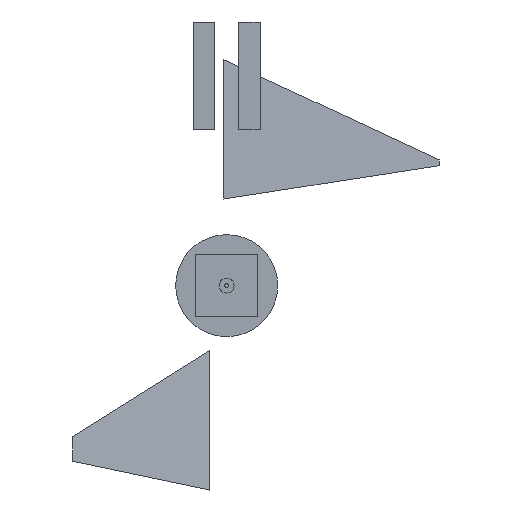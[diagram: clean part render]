
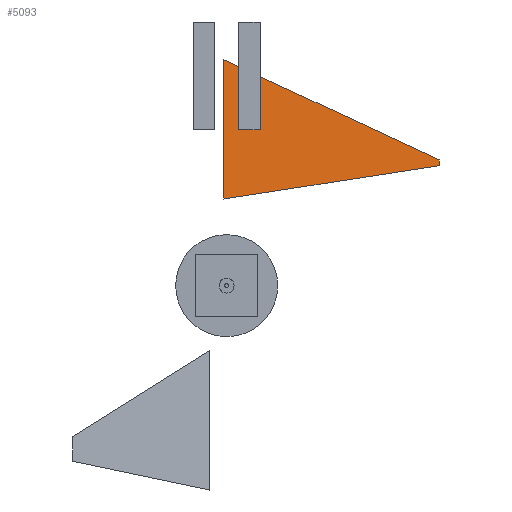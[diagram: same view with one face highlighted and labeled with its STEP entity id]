
A CAD part, top view. The second image highlights one B-rep face of the part: STEP entity #5093.
In plain terms, the highlighted face is planar.
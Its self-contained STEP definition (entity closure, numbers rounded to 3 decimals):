
#4868 = PLANE('',#4869);
#4869 = AXIS2_PLACEMENT_3D('',#4870,#4871,#4872);
#4870 = CARTESIAN_POINT('',(0.,0.,-3800.));
#4871 = DIRECTION('',(0.,0.,1.));
#4872 = DIRECTION('',(1.,0.,-0.));
#4893 = VERTEX_POINT('',#4894);
#4894 = CARTESIAN_POINT('',(2460.,30.,-3800.));
#4908 = PLANE('',#4909);
#4909 = AXIS2_PLACEMENT_3D('',#4910,#4911,#4912);
#4910 = CARTESIAN_POINT('',(690.,-590.,0.));
#4911 = DIRECTION('',(0.906,0.,0.422)
  );
#4912 = DIRECTION('',(-0.422,0.,0.906));
#4920 = EDGE_CURVE('',#4893,#4921,#4923,.T.);
#4921 = VERTEX_POINT('',#4922);
#4922 = CARTESIAN_POINT('',(-2460.,30.,-3800.));
#4923 = SURFACE_CURVE('',#4924,(#4928,#4935),.PCURVE_S1.);
#4924 = LINE('',#4925,#4926);
#4925 = CARTESIAN_POINT('',(2460.,30.,-3800.));
#4926 = VECTOR('',#4927,1.);
#4927 = DIRECTION('',(-1.,0.,0.));
#4928 = PCURVE('',#4868,#4929);
#4929 = DEFINITIONAL_REPRESENTATION('',(#4930),#4934);
#4930 = LINE('',#4931,#4932);
#4931 = CARTESIAN_POINT('',(2460.,30.));
#4932 = VECTOR('',#4933,1.);
#4933 = DIRECTION('',(-1.,0.));
#4934 = ( GEOMETRIC_REPRESENTATION_CONTEXT(2) 
PARAMETRIC_REPRESENTATION_CONTEXT() REPRESENTATION_CONTEXT('2D SPACE',''
  ) );
#4935 = PCURVE('',#4936,#4941);
#4936 = PLANE('',#4937);
#4937 = AXIS2_PLACEMENT_3D('',#4938,#4939,#4940);
#4938 = CARTESIAN_POINT('',(-418.603,-429.672,
    -839.398));
#4939 = DIRECTION('',(0.,0.988,0.153)
  );
#4940 = DIRECTION('',(0.,-0.153,0.988));
#4941 = DEFINITIONAL_REPRESENTATION('',(#4942),#4946);
#4942 = LINE('',#4943,#4944);
#4943 = CARTESIAN_POINT('',(-2996.075,2878.603));
#4944 = VECTOR('',#4945,1.);
#4945 = DIRECTION('',(0.,-1.));
#4946 = ( GEOMETRIC_REPRESENTATION_CONTEXT(2) 
PARAMETRIC_REPRESENTATION_CONTEXT() REPRESENTATION_CONTEXT('2D SPACE',''
  ) );
#4962 = PLANE('',#4963);
#4963 = AXIS2_PLACEMENT_3D('',#4964,#4965,#4966);
#4964 = CARTESIAN_POINT('',(-1870.,-590.,0.));
#4965 = DIRECTION('',(0.988,0.,-0.153)
  );
#4966 = DIRECTION('',(0.153,0.,0.988)
  );
#5015 = PLANE('',#5016);
#5016 = AXIS2_PLACEMENT_3D('',#5017,#5018,#5019);
#5017 = CARTESIAN_POINT('',(-1180.,-1180.,
    3800.));
#5018 = DIRECTION('',(0.,0.,1.));
#5019 = DIRECTION('',(1.,0.,-0.));
#5051 = EDGE_CURVE('',#4893,#5052,#5054,.T.);
#5052 = VERTEX_POINT('',#5053);
#5053 = CARTESIAN_POINT('',(-1080.,-1150.,
    3800.));
#5054 = SURFACE_CURVE('',#5055,(#5059,#5066),.PCURVE_S1.);
#5055 = LINE('',#5056,#5057);
#5056 = CARTESIAN_POINT('',(2460.,30.,-3800.));
#5057 = VECTOR('',#5058,1.);
#5058 = DIRECTION('',(-0.418,-0.139,0.898));
#5059 = PCURVE('',#4908,#5060);
#5060 = DEFINITIONAL_REPRESENTATION('',(#5061),#5065);
#5061 = LINE('',#5062,#5063);
#5062 = CARTESIAN_POINT('',(-4192.004,-620.));
#5063 = VECTOR('',#5064,1.);
#5064 = DIRECTION('',(0.99,0.139));
#5065 = ( GEOMETRIC_REPRESENTATION_CONTEXT(2) 
PARAMETRIC_REPRESENTATION_CONTEXT() REPRESENTATION_CONTEXT('2D SPACE',''
  ) );
#5066 = PCURVE('',#4936,#5067);
#5067 = DEFINITIONAL_REPRESENTATION('',(#5068),#5071);
#5068 = B_SPLINE_CURVE_WITH_KNOTS('',1,(#5069,#5070),.UNSPECIFIED.,.F.,
  .F.,(2,2),(0.,8466.64),.PIECEWISE_BEZIER_KNOTS.);
#5069 = CARTESIAN_POINT('',(-2996.075,2878.603));
#5070 = CARTESIAN_POINT('',(4694.985,-661.397));
#5071 = ( GEOMETRIC_REPRESENTATION_CONTEXT(2) 
PARAMETRIC_REPRESENTATION_CONTEXT() REPRESENTATION_CONTEXT('2D SPACE',''
  ) );
#5093 = ADVANCED_FACE('',(#5094),#4936,.T.);
#5094 = FACE_BOUND('',#5095,.T.);
#5095 = EDGE_LOOP('',(#5096,#5097,#5120,#5140));
#5096 = ORIENTED_EDGE('',*,*,#4920,.T.);
#5097 = ORIENTED_EDGE('',*,*,#5098,.T.);
#5098 = EDGE_CURVE('',#4921,#5099,#5101,.T.);
#5099 = VERTEX_POINT('',#5100);
#5100 = CARTESIAN_POINT('',(-1280.,-1150.,
    3800.));
#5101 = SURFACE_CURVE('',#5102,(#5106,#5113),.PCURVE_S1.);
#5102 = LINE('',#5103,#5104);
#5103 = CARTESIAN_POINT('',(-2460.,30.,-3800.));
#5104 = VECTOR('',#5105,1.);
#5105 = DIRECTION('',(0.152,-0.152,0.977));
#5106 = PCURVE('',#4936,#5107);
#5107 = DEFINITIONAL_REPRESENTATION('',(#5108),#5112);
#5108 = LINE('',#5109,#5110);
#5109 = CARTESIAN_POINT('',(-2996.075,-2041.397));
#5110 = VECTOR('',#5111,1.);
#5111 = DIRECTION('',(0.988,0.152));
#5112 = ( GEOMETRIC_REPRESENTATION_CONTEXT(2) 
PARAMETRIC_REPRESENTATION_CONTEXT() REPRESENTATION_CONTEXT('2D SPACE',''
  ) );
#5113 = PCURVE('',#4962,#5114);
#5114 = DEFINITIONAL_REPRESENTATION('',(#5115),#5119);
#5115 = LINE('',#5116,#5117);
#5116 = CARTESIAN_POINT('',(-3845.53,-620.));
#5117 = VECTOR('',#5118,1.);
#5118 = DIRECTION('',(0.988,0.152));
#5119 = ( GEOMETRIC_REPRESENTATION_CONTEXT(2) 
PARAMETRIC_REPRESENTATION_CONTEXT() REPRESENTATION_CONTEXT('2D SPACE',''
  ) );
#5120 = ORIENTED_EDGE('',*,*,#5121,.T.);
#5121 = EDGE_CURVE('',#5099,#5052,#5122,.T.);
#5122 = SURFACE_CURVE('',#5123,(#5127,#5134),.PCURVE_S1.);
#5123 = LINE('',#5124,#5125);
#5124 = CARTESIAN_POINT('',(-1280.,-1150.,
    3800.));
#5125 = VECTOR('',#5126,1.);
#5126 = DIRECTION('',(1.,0.,0.));
#5127 = PCURVE('',#4936,#5128);
#5128 = DEFINITIONAL_REPRESENTATION('',(#5129),#5133);
#5129 = LINE('',#5130,#5131);
#5130 = CARTESIAN_POINT('',(4694.985,-861.397));
#5131 = VECTOR('',#5132,1.);
#5132 = DIRECTION('',(0.,1.));
#5133 = ( GEOMETRIC_REPRESENTATION_CONTEXT(2) 
PARAMETRIC_REPRESENTATION_CONTEXT() REPRESENTATION_CONTEXT('2D SPACE',''
  ) );
#5134 = PCURVE('',#5015,#5135);
#5135 = DEFINITIONAL_REPRESENTATION('',(#5136),#5139);
#5136 = B_SPLINE_CURVE_WITH_KNOTS('',1,(#5137,#5138),.UNSPECIFIED.,.F.,
  .F.,(2,2),(0.,200.),.PIECEWISE_BEZIER_KNOTS.);
#5137 = CARTESIAN_POINT('',(-100.,30.));
#5138 = CARTESIAN_POINT('',(100.,30.));
#5139 = ( GEOMETRIC_REPRESENTATION_CONTEXT(2) 
PARAMETRIC_REPRESENTATION_CONTEXT() REPRESENTATION_CONTEXT('2D SPACE',''
  ) );
#5140 = ORIENTED_EDGE('',*,*,#5051,.F.);
